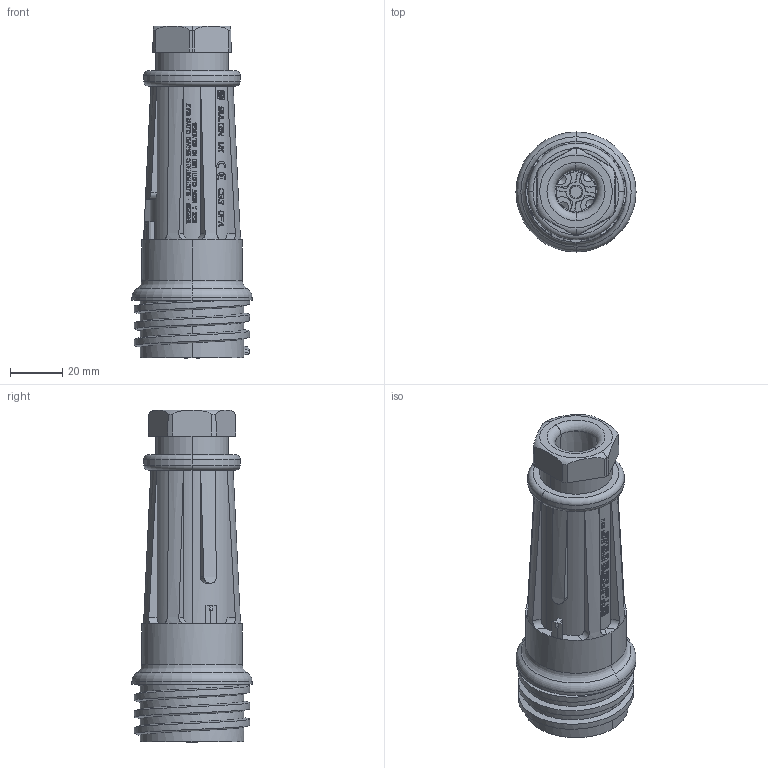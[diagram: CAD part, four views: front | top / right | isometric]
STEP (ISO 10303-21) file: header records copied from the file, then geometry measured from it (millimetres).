
FILE_DESCRIPTION(('STEP AP242'),'1');
FILE_NAME('px0921-04-s.stp','2023-11-15T13:04:41',('TraceParts'),('TraceParts S.A.'),'Spatial InterOp 3D',' ',' ');
FILE_SCHEMA(('AP242_MANAGED_MODEL_BASED_3D_ENGINEERING_MIM_LF {1 0 10303 442 1 1 4}'));
Length unit declared in the file: millimetre
Products named in the file (1): px0921-04-s
Bounding box: 46 x 46 x 127.13 mm (x, y, z)
Volume: 83030 mm3; surface area: 46881.4 mm2
Topology: 1 solids, 2 shells, 3431 faces, 9596 edges, 6362 vertices
Faces by surface type: plane 3054, cylinder 192, cone 140, torus 23, bspline 18, sphere 4
Entity records: 114762 total; most frequent: CARTESIAN_POINT 29280, ORIENTED_EDGE 19160, DIRECTION 15466, EDGE_CURVE 9580, LINE 6848, VECTOR 6848, VERTEX_POINT 6362, AXIS2_PLACEMENT_3D 4309
